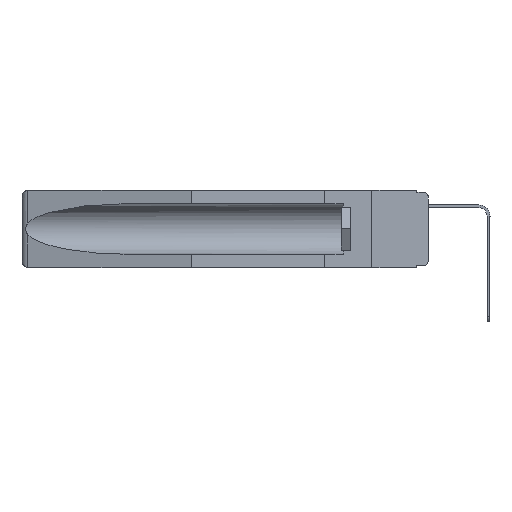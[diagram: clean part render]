
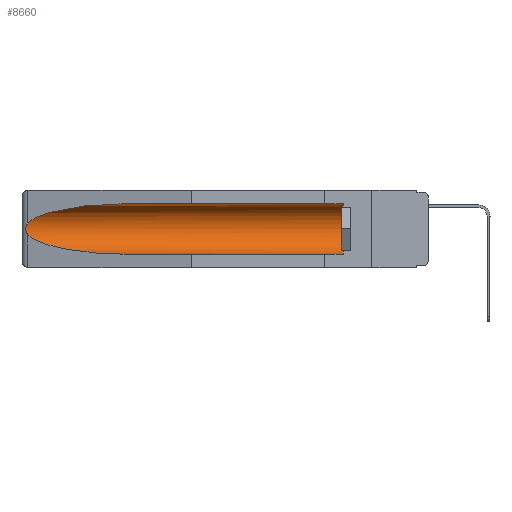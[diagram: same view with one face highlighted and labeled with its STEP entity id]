
A CAD part, left-side view. The second image highlights one B-rep face of the part: STEP entity #8660.
In plain terms, the highlighted cylindrical face has radius 2.857 mm (diameter 5.715 mm), a partial arc.
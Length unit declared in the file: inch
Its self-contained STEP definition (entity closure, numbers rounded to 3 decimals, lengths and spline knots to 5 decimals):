
#812 = CARTESIAN_POINT ( 'NONE',  ( 0.155, 1.07973, -0.284 ) ) ;
#1011 = CARTESIAN_POINT ( 'NONE',  ( 0.26597, 1.52961, -0.15275 ) ) ;
#1451 = CARTESIAN_POINT ( 'NONE',  ( 0.155, -0.30754, -0.059 ) ) ;
#2061 = CARTESIAN_POINT ( 'NONE',  ( 0.26537, 1.52718, -0.19328 ) ) ;
#2259 = DIRECTION ( 'NONE',  ( 0., 0., 1. ) ) ;
#2281 = VERTEX_POINT ( 'NONE', #812 ) ;
#2728 = FACE_OUTER_BOUND ( 'NONE', #17525, .T. ) ;
#3640 = EDGE_CURVE ( 'NONE', #5240, #2281, #15383, .T. ) ;
#3699 = CARTESIAN_POINT ( 'NONE',  ( 0.26654, 1.53092, -0.15636 ) ) ;
#3817 = CARTESIAN_POINT ( 'NONE',  ( 0.2675, 1.53308, -0.17534 ) ) ;
#4151 = CARTESIAN_POINT ( 'NONE',  ( 0.25451, 1.48313, -0.09465 ) ) ;
#4626 = ORIENTED_EDGE ( 'NONE', *, *, #14195, .T. ) ;
#5084 = CYLINDRICAL_SURFACE ( 'NONE', #7030, 0.1125 ) ;
#5240 = VERTEX_POINT ( 'NONE', #2061 ) ;
#5695 = B_SPLINE_CURVE_WITH_KNOTS ( 'NONE', 3,
 ( #12101, #1011, #3699, #13435, #14836, #3817, #6325, #10586, #16060, #11916 ),
 .UNSPECIFIED., .F., .F.,
 ( 4, 2, 2, 2, 4 ),
 ( 0., 0.00029, 0.00058, 0.00087, 0.00117 ),
 .UNSPECIFIED. ) ;
#6325 = CARTESIAN_POINT ( 'NONE',  ( 0.2673, 1.53269, -0.17917 ) ) ;
#6504 = CARTESIAN_POINT ( 'NONE',  ( 0.155, 1.07973, -0.059 ) ) ;
#6520 = DIRECTION ( 'NONE',  ( 0., 1., 0. ) ) ;
#6674 = EDGE_CURVE ( 'NONE', #15910, #9181, #16722, .T. ) ;
#6806 = ORIENTED_EDGE ( 'NONE', *, *, #9717, .T. ) ;
#6857 = ORIENTED_EDGE ( 'NONE', *, *, #6674, .T. ) ;
#7030 = AXIS2_PLACEMENT_3D ( 'NONE', #12114, #6520, #2259 ) ;
#7200 = CARTESIAN_POINT ( 'NONE',  ( 0.155, 0.126, -0.1715 ) ) ;
#7488 = CARTESIAN_POINT ( 'NONE',  ( 0.155, 1.07973, -0.059 ) ) ;
#8269 = CIRCLE ( 'NONE', #15645, 0.1125 ) ;
#8344 = VERTEX_POINT ( 'NONE', #16772 ) ;
#8660 = ADVANCED_FACE ( 'NONE', ( #2728 ), #5084, .F. ) ;
#8665 = ORIENTED_EDGE ( 'NONE', *, *, #15490, .F. ) ;
#8705 = EDGE_CURVE ( 'NONE', #17085, #15910, #13955, .T. ) ;
#8721 = CARTESIAN_POINT ( 'NONE',  ( 0.155, 0.126, -0.059 ) ) ;
#9181 = VERTEX_POINT ( 'NONE', #14276 ) ;
#9717 = EDGE_CURVE ( 'NONE', #8344, #17085, #8269, .T. ) ;
#9927 = CARTESIAN_POINT ( 'NONE',  ( 0.21114, 1.30732, -0.284 ) ) ;
#10175 = ORIENTED_EDGE ( 'NONE', *, *, #3640, .T. ) ;
#10280 = VECTOR ( 'NONE', #16592, 39.37008 ) ;
#10586 = CARTESIAN_POINT ( 'NONE',  ( 0.26655, 1.53094, -0.18657 ) ) ;
#10622 = ORIENTED_EDGE ( 'NONE', *, *, #8705, .T. ) ;
#10944 = CARTESIAN_POINT ( 'NONE',  ( 0.26537, 1.52718, -0.14972 ) ) ;
#11766 = DIRECTION ( 'NONE',  ( 0., 1., 0. ) ) ;
#11916 = CARTESIAN_POINT ( 'NONE',  ( 0.26537, 1.52718, -0.19328 ) ) ;
#12101 = CARTESIAN_POINT ( 'NONE',  ( 0.26537, 1.52718, -0.14972 ) ) ;
#12114 = CARTESIAN_POINT ( 'NONE',  ( 0.155, -0.30754, -0.1715 ) ) ;
#12620 = CARTESIAN_POINT ( 'NONE',  ( 0.26537, 1.52718, -0.19328 ) ) ;
#12850 = CARTESIAN_POINT ( 'NONE',  ( 0.25451, 1.48313, -0.24835 ) ) ;
#12886 = LINE ( 'NONE', #17315, #16579 ) ;
#12991 = DIRECTION ( 'NONE',  ( 0., 0., 1. ) ) ;
#13435 = CARTESIAN_POINT ( 'NONE',  ( 0.2673, 1.5327, -0.16383 ) ) ;
#13955 = LINE ( 'NONE', #1451, #10280 ) ;
#14195 = EDGE_CURVE ( 'NONE', #9181, #5240, #5695, .T. ) ;
#14258 = DIRECTION ( 'NONE',  ( 0., -1., 0. ) ) ;
#14276 = CARTESIAN_POINT ( 'NONE',  ( 0.26537, 1.52718, -0.14972 ) ) ;
#14836 = CARTESIAN_POINT ( 'NONE',  ( 0.2675, 1.53308, -0.16763 ) ) ;
#15383 =( BOUNDED_CURVE ( )  B_SPLINE_CURVE ( 3, ( #12620, #12850, #9927, #15402 ),
 .UNSPECIFIED., .F., .F. ) 
 B_SPLINE_CURVE_WITH_KNOTS ( ( 4, 4 ),
 ( 0.1948, 1.5708 ),
 .UNSPECIFIED. ) 
 CURVE ( )  GEOMETRIC_REPRESENTATION_ITEM ( )  RATIONAL_B_SPLINE_CURVE ( ( 1., 0.848, 0.848, 1. ) ) 
 REPRESENTATION_ITEM ( '' )  );
#15402 = CARTESIAN_POINT ( 'NONE',  ( 0.155, 1.07973, -0.284 ) ) ;
#15490 = EDGE_CURVE ( 'NONE', #8344, #2281, #12886, .T. ) ;
#15645 = AXIS2_PLACEMENT_3D ( 'NONE', #7200, #14258, #12991 ) ;
#15910 = VERTEX_POINT ( 'NONE', #7488 ) ;
#16060 = CARTESIAN_POINT ( 'NONE',  ( 0.26597, 1.5296, -0.19026 ) ) ;
#16579 = VECTOR ( 'NONE', #11766, 39.37008 ) ;
#16592 = DIRECTION ( 'NONE',  ( 0., 1., 0. ) ) ;
#16722 =( BOUNDED_CURVE ( )  B_SPLINE_CURVE ( 3, ( #6504, #17709, #4151, #10944 ),
 .UNSPECIFIED., .F., .F. ) 
 B_SPLINE_CURVE_WITH_KNOTS ( ( 4, 4 ),
 ( 4.71239, 6.08839 ),
 .UNSPECIFIED. ) 
 CURVE ( )  GEOMETRIC_REPRESENTATION_ITEM ( )  RATIONAL_B_SPLINE_CURVE ( ( 1., 0.848, 0.848, 1. ) ) 
 REPRESENTATION_ITEM ( '' )  );
#16772 = CARTESIAN_POINT ( 'NONE',  ( 0.155, 0.126, -0.284 ) ) ;
#17085 = VERTEX_POINT ( 'NONE', #8721 ) ;
#17315 = CARTESIAN_POINT ( 'NONE',  ( 0.155, -0.30754, -0.284 ) ) ;
#17525 = EDGE_LOOP ( 'NONE', ( #6857, #4626, #10175, #8665, #6806, #10622 ) ) ;
#17709 = CARTESIAN_POINT ( 'NONE',  ( 0.21114, 1.30732, -0.059 ) ) ;
